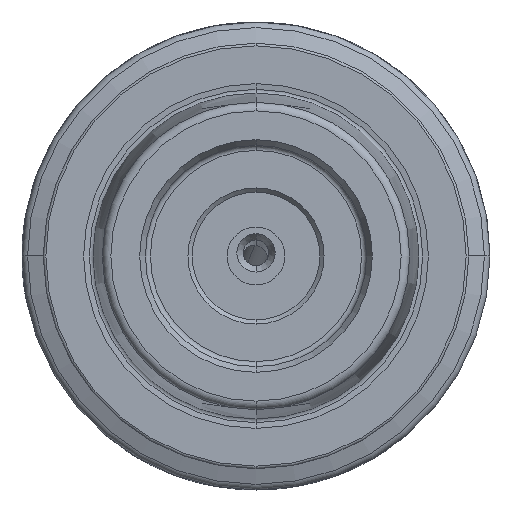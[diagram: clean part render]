
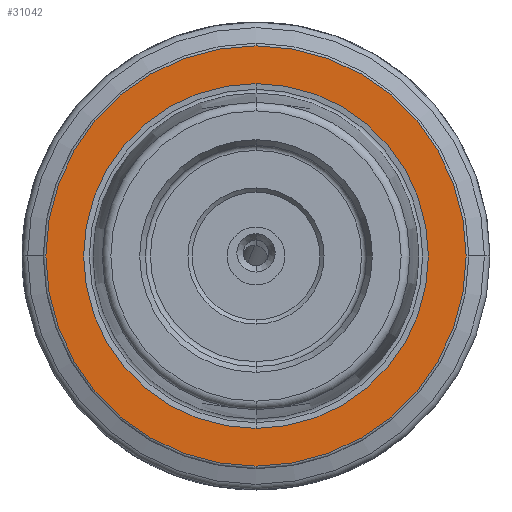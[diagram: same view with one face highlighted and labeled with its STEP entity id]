
A CAD part, left-side view. The second image highlights one B-rep face of the part: STEP entity #31042.
In plain terms, the highlighted planar face has unit normal (-1, 0, 0).
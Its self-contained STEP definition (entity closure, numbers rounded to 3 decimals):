
#1093 = CARTESIAN_POINT ( 'NONE',  ( 0., 0., 0. ) ) ;
#1621 = AXIS2_PLACEMENT_3D ( 'NONE', #22790, #14490, #27928 ) ;
#2042 = DIRECTION ( 'NONE',  ( 1., 0., 0. ) ) ;
#2767 = DIRECTION ( 'NONE',  ( 0., 0., -1. ) ) ;
#3265 = EDGE_CURVE ( 'NONE', #33880, #24621, #12932, .T. ) ;
#6165 = EDGE_CURVE ( 'NONE', #24621, #33880, #15930, .T. ) ;
#6817 = EDGE_LOOP ( 'NONE', ( #28473, #9849 ) ) ;
#7166 = EDGE_CURVE ( 'NONE', #30358, #35888, #26880, .T. ) ;
#9849 = ORIENTED_EDGE ( 'NONE', *, *, #7166, .F. ) ;
#11784 = CARTESIAN_POINT ( 'NONE',  ( 0., 0., 24.7 ) ) ;
#12932 = CIRCLE ( 'NONE', #25893, 24.7 ) ;
#13568 = ORIENTED_EDGE ( 'NONE', *, *, #3265, .T. ) ;
#14030 = CARTESIAN_POINT ( 'NONE',  ( 0., 0., -24.7 ) ) ;
#14365 = EDGE_CURVE ( 'NONE', #35888, #30358, #14941, .T. ) ;
#14490 = DIRECTION ( 'NONE',  ( -1., 0., 0. ) ) ;
#14941 = CIRCLE ( 'NONE', #20217, 20.258 ) ;
#15451 = CARTESIAN_POINT ( 'NONE',  ( 0., 0., 0. ) ) ;
#15930 = CIRCLE ( 'NONE', #25841, 24.7 ) ;
#16009 = CARTESIAN_POINT ( 'NONE',  ( 0., 24.7, 0. ) ) ;
#19746 = ORIENTED_EDGE ( 'NONE', *, *, #6165, .T. ) ;
#19957 = CARTESIAN_POINT ( 'NONE',  ( 0., 0., 0. ) ) ;
#20217 = AXIS2_PLACEMENT_3D ( 'NONE', #1093, #32027, #34819 ) ;
#21145 = DIRECTION ( 'NONE',  ( -1., 0., 0. ) ) ;
#22790 = CARTESIAN_POINT ( 'NONE',  ( 0., 0., 0. ) ) ;
#24621 = VERTEX_POINT ( 'NONE', #11784 ) ;
#25841 = AXIS2_PLACEMENT_3D ( 'NONE', #15451, #21145, #32450 ) ;
#25864 = DIRECTION ( 'NONE',  ( -1., 0., 0. ) ) ;
#25893 = AXIS2_PLACEMENT_3D ( 'NONE', #19957, #25864, #33820 ) ;
#26880 = CIRCLE ( 'NONE', #1621, 20.258 ) ;
#27256 = FACE_OUTER_BOUND ( 'NONE', #34942, .T. ) ;
#27928 = DIRECTION ( 'NONE',  ( 0., 0., 1. ) ) ;
#28473 = ORIENTED_EDGE ( 'NONE', *, *, #14365, .F. ) ;
#30358 = VERTEX_POINT ( 'NONE', #31594 ) ;
#30390 = FACE_BOUND ( 'NONE', #6817, .T. ) ;
#31042 = ADVANCED_FACE ( 'NONE', ( #30390, #27256 ), #33015, .F. ) ;
#31497 = AXIS2_PLACEMENT_3D ( 'NONE', #16009, #2042, #2767 ) ;
#31594 = CARTESIAN_POINT ( 'NONE',  ( 0., 0., -20.258 ) ) ;
#32027 = DIRECTION ( 'NONE',  ( -1., 0., 0. ) ) ;
#32450 = DIRECTION ( 'NONE',  ( 0., 0., 1. ) ) ;
#33015 = PLANE ( 'NONE',  #31497 ) ;
#33820 = DIRECTION ( 'NONE',  ( 0., 0., 1. ) ) ;
#33880 = VERTEX_POINT ( 'NONE', #14030 ) ;
#34819 = DIRECTION ( 'NONE',  ( 0., 0., 1. ) ) ;
#34942 = EDGE_LOOP ( 'NONE', ( #19746, #13568 ) ) ;
#35081 = CARTESIAN_POINT ( 'NONE',  ( 0., 0., 20.258 ) ) ;
#35888 = VERTEX_POINT ( 'NONE', #35081 ) ;
